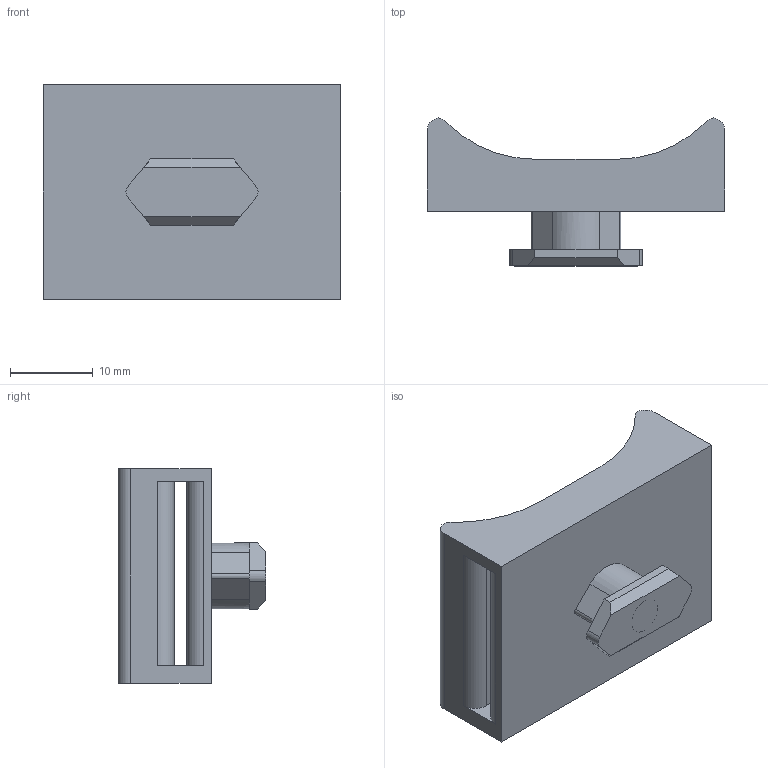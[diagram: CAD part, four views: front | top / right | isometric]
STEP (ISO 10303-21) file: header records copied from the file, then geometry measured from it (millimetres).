
FILE_DESCRIPTION(('STEP AP203'),'1');
FILE_NAME('SAFE08H1054.stp','2023-10-11T10:24:21',(' '),(' '),'Spatial InterOp 3D',' ',' ');
FILE_SCHEMA(('CONFIG_CONTROL_DESIGN'));
Length unit declared in the file: millimetre
Products named in the file (1): Bloc support collier 8 40 scratch 200mm 1/4 tour
Bounding box: 36 x 17.89 x 26 mm (x, y, z)
Volume: 5970.7 mm3; surface area: 5211.6 mm2
Topology: 1 solids, 1 shells, 55 faces, 143 edges, 93 vertices
Faces by surface type: plane 31, cylinder 19, torus 4, cone 1
Full cylindrical faces by diameter (mm): 4.4 x1, 9.4 x2
Entity records: 1812 total; most frequent: DIRECTION 294, CARTESIAN_POINT 284, ORIENTED_EDGE 270, EDGE_CURVE 135, AXIS2_PLACEMENT_3D 103, VERTEX_POINT 93, LINE 88, VECTOR 88
